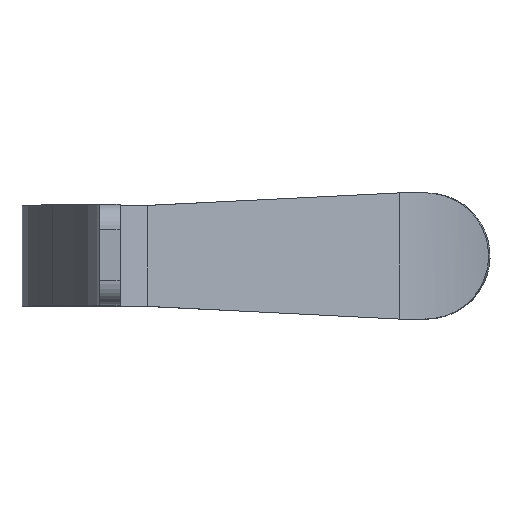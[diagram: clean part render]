
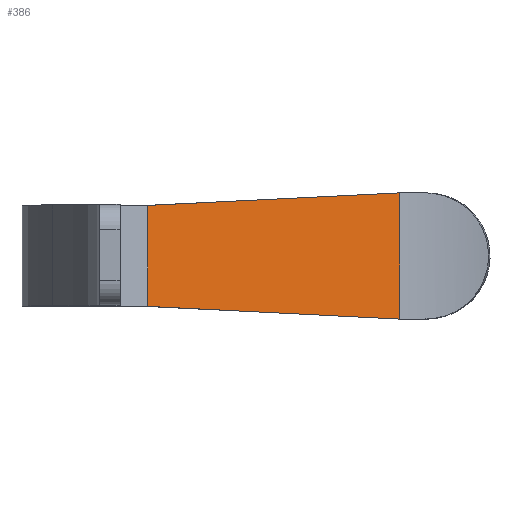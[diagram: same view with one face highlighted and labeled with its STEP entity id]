
A CAD part, top view. The second image highlights one B-rep face of the part: STEP entity #386.
In plain terms, the highlighted planar face has unit normal (0.21, 0, 0.978).
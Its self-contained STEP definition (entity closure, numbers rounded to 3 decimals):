
#106=ORIENTED_EDGE('',*,*,#204,.F.);
#107=ORIENTED_EDGE('',*,*,#205,.T.);
#108=ORIENTED_EDGE('',*,*,#201,.T.);
#109=ORIENTED_EDGE('',*,*,#206,.F.);
#201=EDGE_CURVE('',#246,#247,#270,.T.);
#204=EDGE_CURVE('',#221,#248,#271,.T.);
#205=EDGE_CURVE('',#221,#246,#272,.T.);
#206=EDGE_CURVE('',#248,#247,#273,.T.);
#221=VERTEX_POINT('',#584);
#246=VERTEX_POINT('',#650);
#247=VERTEX_POINT('',#651);
#248=VERTEX_POINT('',#656);
#270=LINE('',#649,#299);
#271=LINE('',#655,#300);
#272=LINE('',#657,#301);
#273=LINE('',#658,#302);
#299=VECTOR('',#532,1000.);
#300=VECTOR('',#539,1000.);
#301=VECTOR('',#540,1000.);
#302=VECTOR('',#541,1000.);
#323=EDGE_LOOP('',(#106,#107,#108,#109));
#352=FACE_BOUND('',#323,.T.);
#372=PLANE('',#442);
#386=ADVANCED_FACE('',(#352),#372,.F.);
#442=AXIS2_PLACEMENT_3D('',#654,#537,#538);
#532=DIRECTION('',(0.,-1.,0.));
#537=DIRECTION('',(-0.21,0.,-0.978));
#538=DIRECTION('',(-0.978,0.,0.21));
#539=DIRECTION('',(0.,-1.,0.));
#540=DIRECTION('',(-0.977,-0.049,0.209));
#541=DIRECTION('',(-0.977,0.049,0.209));
#584=CARTESIAN_POINT('',(118.893,25.,-264.862));
#649=CARTESIAN_POINT('',(18.979,25.,-243.449));
#650=CARTESIAN_POINT('',(18.979,20.,-243.449));
#651=CARTESIAN_POINT('',(18.979,-20.,-243.449));
#654=CARTESIAN_POINT('',(18.979,25.,-243.449));
#655=CARTESIAN_POINT('',(118.893,25.,-264.862));
#656=CARTESIAN_POINT('',(118.893,-25.,-264.862));
#657=CARTESIAN_POINT('',(18.979,20.,-243.449));
#658=CARTESIAN_POINT('',(18.979,-20.,-243.449));
